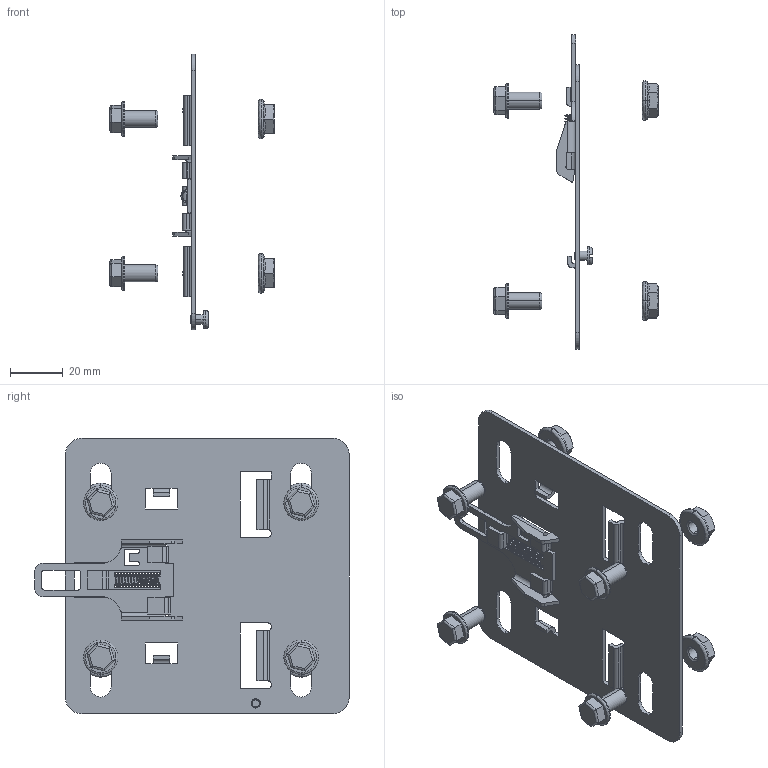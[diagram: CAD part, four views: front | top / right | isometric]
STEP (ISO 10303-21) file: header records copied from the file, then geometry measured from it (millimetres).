
FILE_DESCRIPTION (( 'STEP AP214' ), '1' );
FILE_NAME ('DR-02.STEP', '2020-01-16T01:04:04', ( '' ), ( '' ), 'SwSTEP 2.0', 'SolidWorks 2017', '' );
FILE_SCHEMA (( 'AUTOMOTIVE_DESIGN' ));
Length unit declared in the file: inch
Products named in the file (1): DR-02
Bounding box: 62.43 x 119.56 x 104.78 mm (x, y, z)
Volume: 22380 mm3; surface area: 29565.6 mm2
Topology: 12 solids, 12 shells, 448 faces, 1133 edges, 718 vertices
Faces by surface type: plane 236, cylinder 126, cone 50, bspline 36
Entity records: 23064 total; most frequent: CARTESIAN_POINT 6471, ORIENTED_EDGE 2266, DIRECTION 2109, EDGE_CURVE 1133, VERTEX_POINT 718, AXIS2_PLACEMENT_3D 710, LINE 689, VECTOR 689
